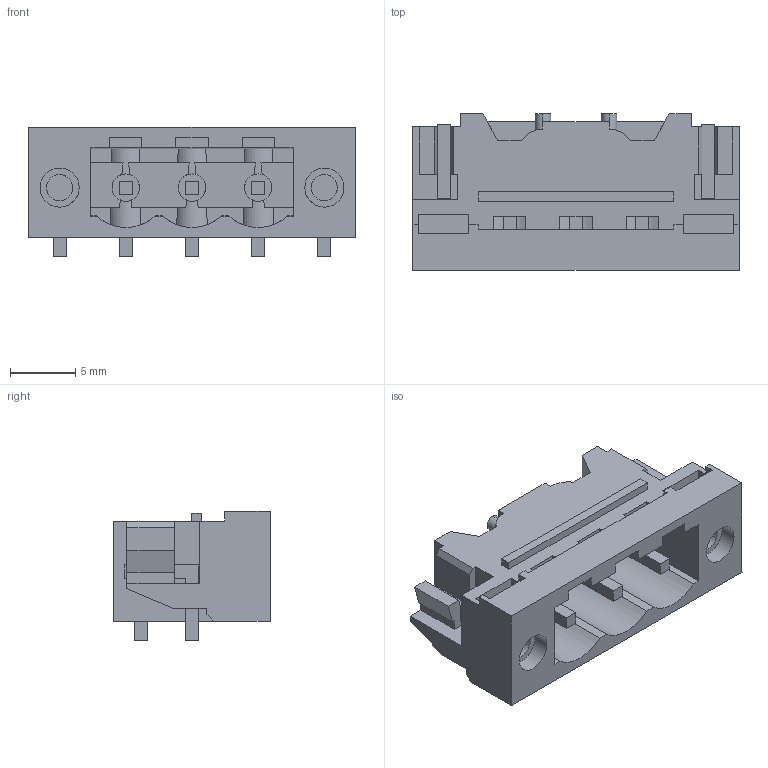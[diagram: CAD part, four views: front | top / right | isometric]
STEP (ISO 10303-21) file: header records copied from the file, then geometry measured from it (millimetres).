
FILE_DESCRIPTION(('CATIA V5 STEP Exchange','CAx-IF Rec.Pracs.--- Model Styling and Organization---1.4--- 2014-01-23'),'2;1');
FILE_NAME ('D1455872_0_1775244001_1775244001.stp','2019-01-09T10:30:00+00:00',('none'),('Weidmueller'),'CATIA Version 5-6 Release 2016 SP3 HF44','CATIA V5 STEP AP214','none');
FILE_SCHEMA(('AUTOMOTIVE_DESIGN { 1 0 10303 214 1 1 1 1 }'));
Length unit declared in the file: millimetre
Products named in the file (1): 1775244001
Bounding box: 25.04 x 12 x 9.93 mm (x, y, z)
Volume: 1092.7 mm3; surface area: 2212 mm2
Topology: 6 solids, 6 shells, 280 faces, 836 edges, 566 vertices
Faces by surface type: plane 241, cylinder 37, extrusion 2
Entity records: 9512 total; most frequent: CARTESIAN_POINT 1954, ORIENTED_EDGE 1672, DIRECTION 1240, EDGE_CURVE 836, VECTOR 703, LINE 701, VERTEX_POINT 566, AXIS2_PLACEMENT_3D 301
